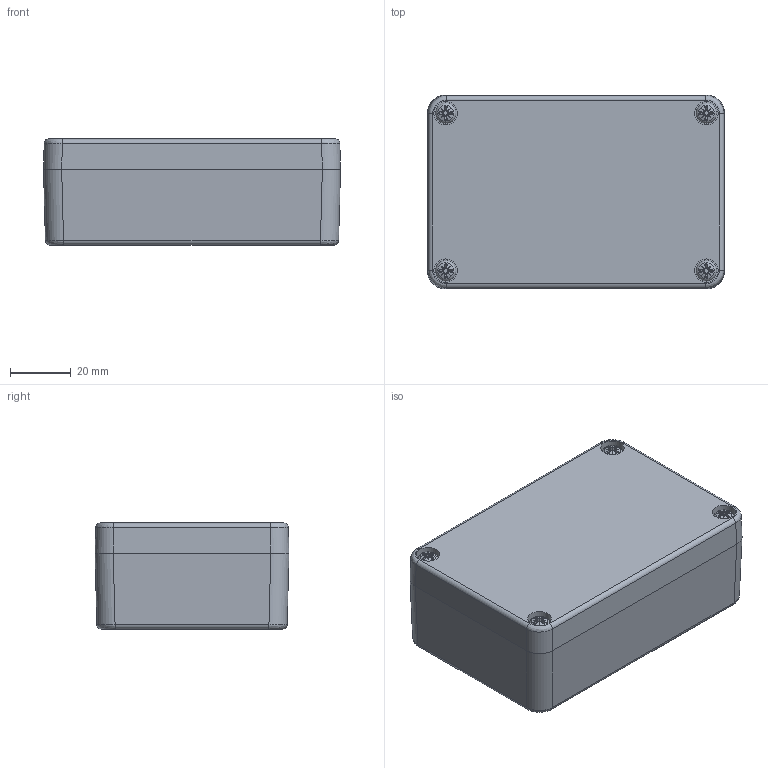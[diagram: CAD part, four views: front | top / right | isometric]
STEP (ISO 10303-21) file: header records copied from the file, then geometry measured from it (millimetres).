
FILE_DESCRIPTION((''),'2;1');
FILE_NAME('0101100400--MBA_906030_VE.stp','2014-10-20T09:51:50',('robin.rentz'),(''),'Autodesk Inventor 2012','Autodesk Inventor 2012','');
FILE_SCHEMA(('CONFIG_CONTROL_DESIGN'));
Length unit declared in the file: millimetre
Products named in the file (4): 0101100400--MBA_906030_VE; 0100100402--UT_906030-906045_VE; 0100100401--OT_906030_VE; 1990000011 Schraube A2 BM4x20_11
Assembly tree (6 placements, depth 2):
  0101100400--MBA_906030_VE
    0100100402--UT_906030-906045_VE
    0100100401--OT_906030_VE
    1990000011 Schraube A2 BM4x20_11  x4
Bounding box: 98 x 64 x 35 mm (x, y, z)
Volume: 76752.7 mm3; surface area: 49659.1 mm2
Topology: 6 solids, 6 shells, 959 faces, 2303 edges, 1425 vertices
Faces by surface type: plane 320, bspline 251, cylinder 188, torus 106, cone 83, sphere 11
Full cylindrical faces by diameter (mm): 2 x8, 3.242 x7, 3.3 x4, 4 x4, 4.2 x3, 4.5 x6, 4.8 x4, 6 x2, 6.8 x4, 7 x3, 7.5 x2, 7.8 x4, 8 x3
Entity records: 33021 total; most frequent: CARTESIAN_POINT 17077, ORIENTED_EDGE 3386, DIRECTION 2790, EDGE_CURVE 1693, VERTEX_POINT 1095, AXIS2_PLACEMENT_3D 1016, EDGE_LOOP 932, VECTOR 758
